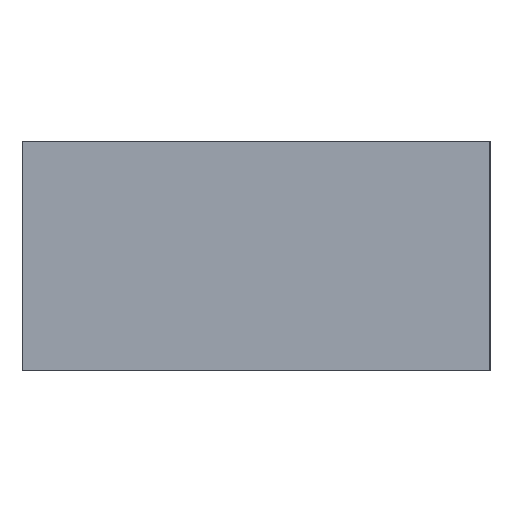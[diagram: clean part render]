
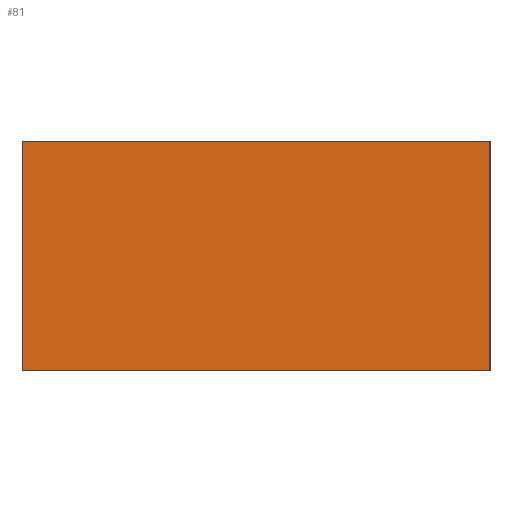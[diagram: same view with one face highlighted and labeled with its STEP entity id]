
A CAD part, left-side view. The second image highlights one B-rep face of the part: STEP entity #81.
In plain terms, the highlighted planar face has unit normal (-1, 0, 0).
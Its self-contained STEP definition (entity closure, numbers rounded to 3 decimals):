
#81 = ADVANCED_FACE( '', ( #116 ), #117, .F. );
#116 = FACE_OUTER_BOUND( '', #200, .T. );
#117 = PLANE( '', #201 );
#200 = EDGE_LOOP( '', ( #295, #296, #297, #298 ) );
#201 = AXIS2_PLACEMENT_3D( '', #299, #300, #301 );
#295 = ORIENTED_EDGE( '', *, *, #436, .T. );
#296 = ORIENTED_EDGE( '', *, *, #437, .F. );
#297 = ORIENTED_EDGE( '', *, *, #438, .F. );
#298 = ORIENTED_EDGE( '', *, *, #428, .T. );
#299 = CARTESIAN_POINT( '', ( -197.85, 97.85, 96. ) );
#300 = DIRECTION( '', ( 1., 0., 0. ) );
#301 = DIRECTION( '', ( 0., 0., -1. ) );
#428 = EDGE_CURVE( '', #470, #468, #471, .T. );
#436 = EDGE_CURVE( '', #468, #481, #482, .T. );
#437 = EDGE_CURVE( '', #483, #481, #484, .T. );
#438 = EDGE_CURVE( '', #470, #483, #485, .T. );
#468 = VERTEX_POINT( '', #536 );
#470 = VERTEX_POINT( '', #539 );
#471 = LINE( '', #540, #541 );
#481 = VERTEX_POINT( '', #553 );
#482 = LINE( '', #554, #555 );
#483 = VERTEX_POINT( '', #556 );
#484 = LINE( '', #557, #558 );
#485 = LINE( '', #559, #560 );
#536 = CARTESIAN_POINT( '', ( -197.85, 97.85, 0. ) );
#539 = CARTESIAN_POINT( '', ( -197.85, 97.85, 96. ) );
#540 = CARTESIAN_POINT( '', ( -197.85, 97.85, 96. ) );
#541 = VECTOR( '', #616, 1000. );
#553 = CARTESIAN_POINT( '', ( -197.85, -97.85, 0. ) );
#554 = CARTESIAN_POINT( '', ( -197.85, 97.85, 0. ) );
#555 = VECTOR( '', #628, 1000. );
#556 = CARTESIAN_POINT( '', ( -197.85, -97.85, 96. ) );
#557 = CARTESIAN_POINT( '', ( -197.85, -97.85, 96. ) );
#558 = VECTOR( '', #629, 1000. );
#559 = CARTESIAN_POINT( '', ( -197.85, 97.85, 96. ) );
#560 = VECTOR( '', #630, 1000. );
#616 = DIRECTION( '', ( 0., 0., -1. ) );
#628 = DIRECTION( '', ( 0., -1., 0. ) );
#629 = DIRECTION( '', ( 0., 0., -1. ) );
#630 = DIRECTION( '', ( 0., -1., 0. ) );
